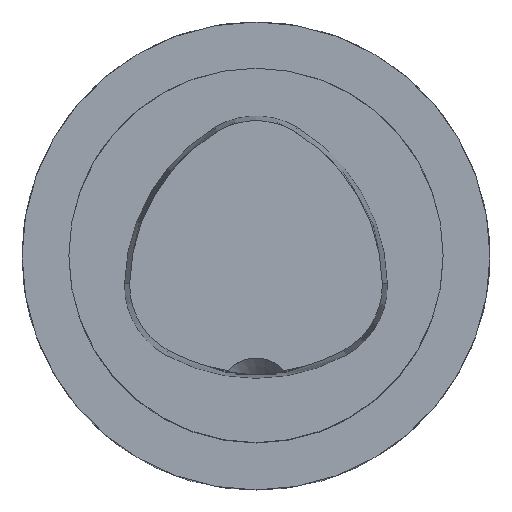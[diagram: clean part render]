
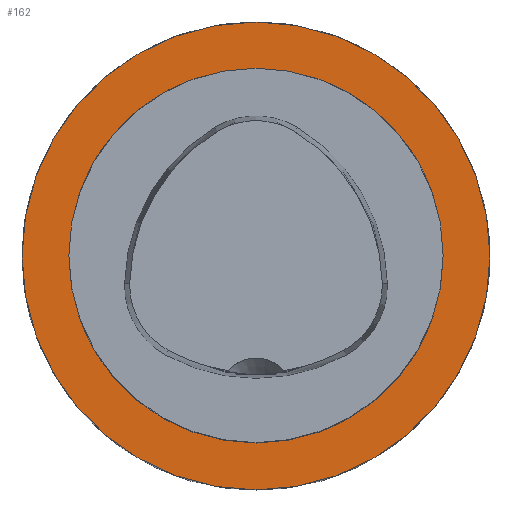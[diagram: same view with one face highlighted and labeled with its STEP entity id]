
A CAD part, top view. The second image highlights one B-rep face of the part: STEP entity #162.
In plain terms, the highlighted planar face has unit normal (0, 0, 1).
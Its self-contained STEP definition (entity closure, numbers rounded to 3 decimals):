
#60=FACE_BOUND('',#296,.T.);
#61=FACE_BOUND('',#297,.T.);
#93=PLANE('',#1169);
#162=ADVANCED_FACE('',(#60,#61),#93,.T.);
#296=EDGE_LOOP('',(#646));
#297=EDGE_LOOP('',(#647));
#455=CIRCLE('',#1122,25.);
#476=CIRCLE('',#1167,18.);
#646=ORIENTED_EDGE('',*,*,#999,.T.);
#647=ORIENTED_EDGE('',*,*,#923,.F.);
#814=VERTEX_POINT('',#1582);
#869=VERTEX_POINT('',#1807);
#923=EDGE_CURVE('',#814,#814,#455,.T.);
#999=EDGE_CURVE('',#869,#869,#476,.T.);
#1122=AXIS2_PLACEMENT_3D('',#1581,#1259,#1260);
#1167=AXIS2_PLACEMENT_3D('',#1806,#1374,#1375);
#1169=AXIS2_PLACEMENT_3D('',#1809,#1378,#1379);
#1259=DIRECTION('',(0.,0.,-1.));
#1260=DIRECTION('',(-1.,0.,0.));
#1374=DIRECTION('',(0.,0.,-1.));
#1375=DIRECTION('',(-1.,0.,0.));
#1378=DIRECTION('',(0.,0.,1.));
#1379=DIRECTION('',(0.,-1.,0.));
#1581=CARTESIAN_POINT('',(0.,0.,-31.5));
#1582=CARTESIAN_POINT('',(-25.,0.,-31.5));
#1806=CARTESIAN_POINT('',(0.,0.,-31.5));
#1807=CARTESIAN_POINT('',(-18.,0.,-31.5));
#1809=CARTESIAN_POINT('',(-21.5,0.,-31.5));
